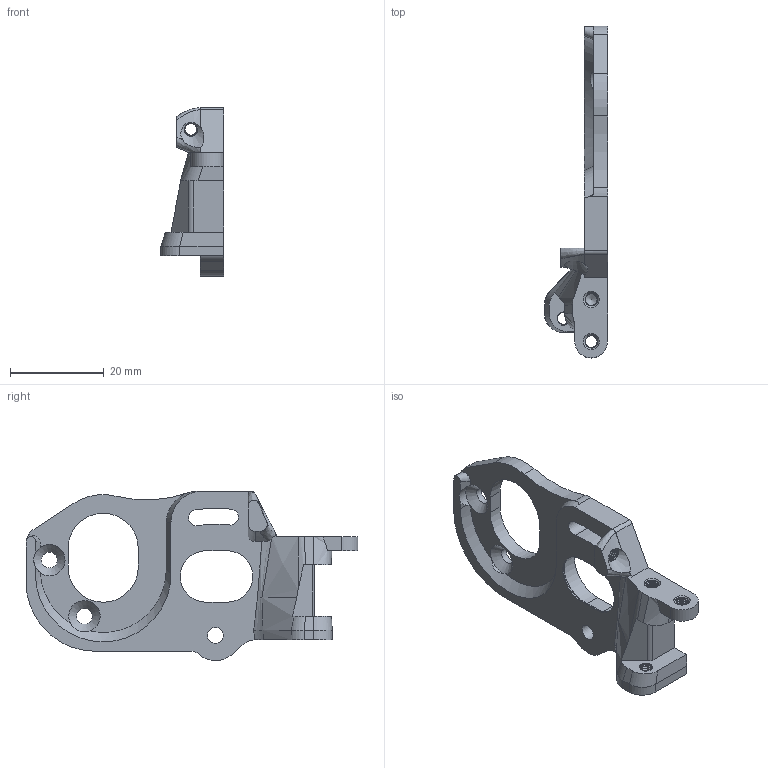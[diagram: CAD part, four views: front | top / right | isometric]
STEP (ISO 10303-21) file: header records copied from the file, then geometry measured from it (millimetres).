
FILE_DESCRIPTION(('FreeCAD Model'),'2;1');
FILE_NAME('Open CASCADE Shape Model','2025-06-22T18:30:55',(''),(''), 'Open CASCADE STEP processor 7.8','FreeCAD','Unknown');
FILE_SCHEMA(('AUTOMOTIVE_DESIGN { 1 0 10303 214 1 1 1 1 }'));
Length unit declared in the file: millimetre
Products named in the file (1): Pod-right
Bounding box: 13.5 x 70.99 x 36.17 mm (x, y, z)
Volume: 6984 mm3; surface area: 5342.7 mm2
Topology: 1 solids, 1 shells, 388 faces, 931 edges, 542 vertices
Faces by surface type: bspline 247, cylinder 91, plane 34, cone 14, torus 2
Full cylindrical faces by diameter (mm): 2.52 x55, 3.4 x3
Entity records: 34282 total; most frequent: CARTESIAN_POINT 27292, ORIENTED_EDGE 1858, EDGE_CURVE 929, DIRECTION 693, B_SPLINE_CURVE_WITH_KNOTS 626, VERTEX_POINT 542, FACE_BOUND 405, EDGE_LOOP 405
